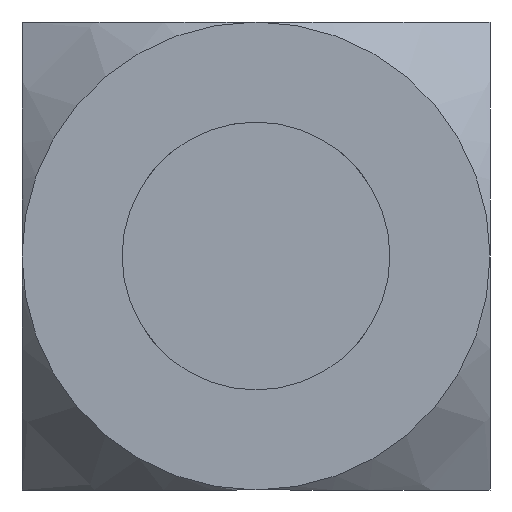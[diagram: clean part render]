
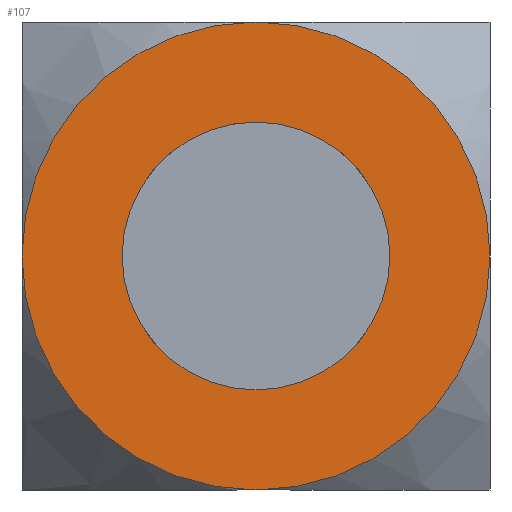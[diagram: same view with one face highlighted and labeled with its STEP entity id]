
A CAD part, front view. The second image highlights one B-rep face of the part: STEP entity #107.
In plain terms, the highlighted planar face has unit normal (0, -1, 0).
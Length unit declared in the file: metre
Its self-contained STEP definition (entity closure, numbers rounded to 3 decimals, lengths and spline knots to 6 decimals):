
#107 = ADVANCED_FACE( '', ( #215, #216 ), #217, .F. );
#215 = FACE_BOUND( '', #334, .T. );
#216 = FACE_OUTER_BOUND( '', #335, .T. );
#217 = PLANE( '', #336 );
#334 = EDGE_LOOP( '', ( #517 ) );
#335 = EDGE_LOOP( '', ( #518, #519, #520, #521 ) );
#336 = AXIS2_PLACEMENT_3D( '', #522, #523, #524 );
#517 = ORIENTED_EDGE( '', *, *, #681, .T. );
#518 = ORIENTED_EDGE( '', *, *, #652, .F. );
#519 = ORIENTED_EDGE( '', *, *, #682, .T. );
#520 = ORIENTED_EDGE( '', *, *, #625, .F. );
#521 = ORIENTED_EDGE( '', *, *, #644, .F. );
#522 = CARTESIAN_POINT( '', ( -0.01, 0., 0.01 ) );
#523 = DIRECTION( '', ( 0., 1., 0. ) );
#524 = DIRECTION( '', ( 0., 0., 1. ) );
#625 = EDGE_CURVE( '', #726, #723, #728, .T. );
#644 = EDGE_CURVE( '', #756, #726, #758, .T. );
#652 = EDGE_CURVE( '', #768, #756, #770, .T. );
#681 = EDGE_CURVE( '', #809, #809, #810, .T. );
#682 = EDGE_CURVE( '', #768, #723, #811, .T. );
#723 = VERTEX_POINT( '', #870 );
#726 = VERTEX_POINT( '', #886 );
#728 = CIRCLE( '', #901, 0.01 );
#756 = VERTEX_POINT( '', #1006 );
#758 = CIRCLE( '', #1021, 0.01 );
#768 = VERTEX_POINT( '', #1031 );
#770 = CIRCLE( '', #1046, 0.01 );
#809 = VERTEX_POINT( '', #1230 );
#810 = CIRCLE( '', #1231, 0.005723 );
#811 = CIRCLE( '', #1232, 0.01 );
#870 = CARTESIAN_POINT( '', ( -0.01, 0., 0. ) );
#886 = CARTESIAN_POINT( '', ( 0., 0., -0.01 ) );
#901 = AXIS2_PLACEMENT_3D( '', #1283, #1284, #1285 );
#1006 = CARTESIAN_POINT( '', ( 0.01, 0., 0. ) );
#1021 = AXIS2_PLACEMENT_3D( '', #1298, #1299, #1300 );
#1031 = CARTESIAN_POINT( '', ( 0., 0., 0.01 ) );
#1046 = AXIS2_PLACEMENT_3D( '', #1313, #1314, #1315 );
#1230 = CARTESIAN_POINT( '', ( 0., 0., -0.005723 ) );
#1231 = AXIS2_PLACEMENT_3D( '', #1339, #1340, #1341 );
#1232 = AXIS2_PLACEMENT_3D( '', #1342, #1343, #1344 );
#1283 = CARTESIAN_POINT( '', ( 0., 0., 0. ) );
#1284 = DIRECTION( '', ( 0., 1., 0. ) );
#1285 = DIRECTION( '', ( 0., 0., 1. ) );
#1298 = CARTESIAN_POINT( '', ( 0., 0., 0. ) );
#1299 = DIRECTION( '', ( 0., 1., 0. ) );
#1300 = DIRECTION( '', ( 0., 0., 1. ) );
#1313 = CARTESIAN_POINT( '', ( 0., 0., 0. ) );
#1314 = DIRECTION( '', ( 0., 1., 0. ) );
#1315 = DIRECTION( '', ( 0., 0., 1. ) );
#1339 = CARTESIAN_POINT( '', ( 0., 0., 0. ) );
#1340 = DIRECTION( '', ( 0., 1., 0. ) );
#1341 = DIRECTION( '', ( 0., 0., -1. ) );
#1342 = CARTESIAN_POINT( '', ( 0., 0., 0. ) );
#1343 = DIRECTION( '', ( 0., -1., 0. ) );
#1344 = DIRECTION( '', ( 0., 0., -1. ) );
